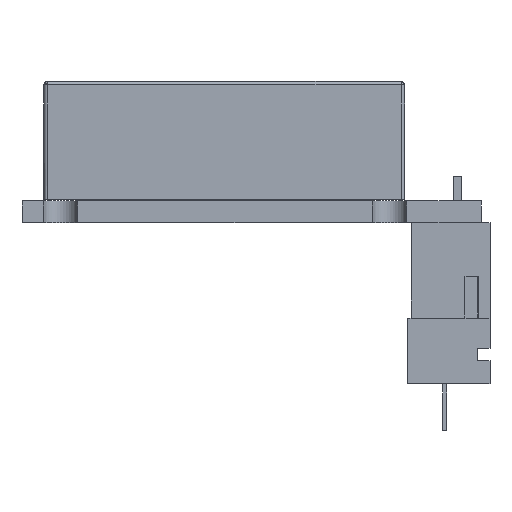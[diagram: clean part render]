
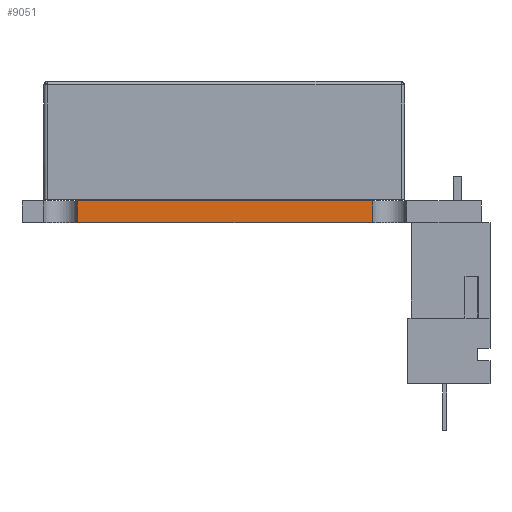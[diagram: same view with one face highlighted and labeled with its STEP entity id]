
A CAD part, left-side view. The second image highlights one B-rep face of the part: STEP entity #9051.
In plain terms, the highlighted planar face has unit normal (-1, 0, 0).
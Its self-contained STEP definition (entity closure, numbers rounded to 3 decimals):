
#4647 = PLANE('',#4648);
#4648 = AXIS2_PLACEMENT_3D('',#4649,#4650,#4651);
#4649 = CARTESIAN_POINT('',(0.,2.,11.8));
#4650 = DIRECTION('',(0.,0.,-1.));
#4651 = DIRECTION('',(1.,0.,0.));
#7593 = VERTEX_POINT('',#7594);
#7594 = CARTESIAN_POINT('',(-42.5,-8.8,11.8));
#7608 = PLANE('',#7609);
#7609 = AXIS2_PLACEMENT_3D('',#7610,#7611,#7612);
#7610 = CARTESIAN_POINT('',(40.5,-8.8,13.4));
#7611 = DIRECTION('',(0.,1.,0.));
#7612 = DIRECTION('',(1.,0.,0.));
#7620 = EDGE_CURVE('',#7593,#7621,#7623,.T.);
#7621 = VERTEX_POINT('',#7622);
#7622 = CARTESIAN_POINT('',(-42.5,12.7,11.8));
#7623 = SURFACE_CURVE('',#7624,(#7628,#7635),.PCURVE_S1.);
#7624 = LINE('',#7625,#7626);
#7625 = CARTESIAN_POINT('',(-42.5,1.95,11.8));
#7626 = VECTOR('',#7627,1.);
#7627 = DIRECTION('',(0.,1.,0.));
#7628 = PCURVE('',#4647,#7629);
#7629 = DEFINITIONAL_REPRESENTATION('',(#7630),#7634);
#7630 = LINE('',#7631,#7632);
#7631 = CARTESIAN_POINT('',(-42.5,0.05));
#7632 = VECTOR('',#7633,1.);
#7633 = DIRECTION('',(0.,-1.));
#7634 = ( GEOMETRIC_REPRESENTATION_CONTEXT(2) 
PARAMETRIC_REPRESENTATION_CONTEXT() REPRESENTATION_CONTEXT('2D SPACE',''
  ) );
#7635 = PCURVE('',#7636,#7641);
#7636 = PLANE('',#7637);
#7637 = AXIS2_PLACEMENT_3D('',#7638,#7639,#7640);
#7638 = CARTESIAN_POINT('',(-42.5,-16.75,13.4));
#7639 = DIRECTION('',(-1.,0.,0.));
#7640 = DIRECTION('',(0.,1.,0.));
#7641 = DEFINITIONAL_REPRESENTATION('',(#7642),#7646);
#7642 = LINE('',#7643,#7644);
#7643 = CARTESIAN_POINT('',(18.7,1.6));
#7644 = VECTOR('',#7645,1.);
#7645 = DIRECTION('',(1.,0.));
#7646 = ( GEOMETRIC_REPRESENTATION_CONTEXT(2) 
PARAMETRIC_REPRESENTATION_CONTEXT() REPRESENTATION_CONTEXT('2D SPACE',''
  ) );
#7664 = PLANE('',#7665);
#7665 = AXIS2_PLACEMENT_3D('',#7666,#7667,#7668);
#7666 = CARTESIAN_POINT('',(48.745,12.7,13.4));
#7667 = DIRECTION('',(0.,-1.,0.));
#7668 = DIRECTION('',(-1.,0.,0.));
#8156 = PLANE('',#8157);
#8157 = AXIS2_PLACEMENT_3D('',#8158,#8159,#8160);
#8158 = CARTESIAN_POINT('',(0.,2.,13.4));
#8159 = DIRECTION('',(0.,0.,-1.));
#8160 = DIRECTION('',(1.,0.,0.));
#9006 = EDGE_CURVE('',#7621,#9007,#9009,.T.);
#9007 = VERTEX_POINT('',#9008);
#9008 = CARTESIAN_POINT('',(-42.5,12.7,13.4));
#9009 = SURFACE_CURVE('',#9010,(#9014,#9021),.PCURVE_S1.);
#9010 = LINE('',#9011,#9012);
#9011 = CARTESIAN_POINT('',(-42.5,12.7,12.6));
#9012 = VECTOR('',#9013,1.);
#9013 = DIRECTION('',(0.,0.,1.));
#9014 = PCURVE('',#7664,#9015);
#9015 = DEFINITIONAL_REPRESENTATION('',(#9016),#9020);
#9016 = LINE('',#9017,#9018);
#9017 = CARTESIAN_POINT('',(91.245,0.8));
#9018 = VECTOR('',#9019,1.);
#9019 = DIRECTION('',(0.,-1.));
#9020 = ( GEOMETRIC_REPRESENTATION_CONTEXT(2) 
PARAMETRIC_REPRESENTATION_CONTEXT() REPRESENTATION_CONTEXT('2D SPACE',''
  ) );
#9021 = PCURVE('',#7636,#9022);
#9022 = DEFINITIONAL_REPRESENTATION('',(#9023),#9027);
#9023 = LINE('',#9024,#9025);
#9024 = CARTESIAN_POINT('',(29.45,0.8));
#9025 = VECTOR('',#9026,1.);
#9026 = DIRECTION('',(0.,-1.));
#9027 = ( GEOMETRIC_REPRESENTATION_CONTEXT(2) 
PARAMETRIC_REPRESENTATION_CONTEXT() REPRESENTATION_CONTEXT('2D SPACE',''
  ) );
#9051 = ADVANCED_FACE('',(#9052),#7636,.T.);
#9052 = FACE_BOUND('',#9053,.T.);
#9053 = EDGE_LOOP('',(#9054,#9077,#9078,#9079));
#9054 = ORIENTED_EDGE('',*,*,#9055,.T.);
#9055 = EDGE_CURVE('',#9056,#9007,#9058,.T.);
#9056 = VERTEX_POINT('',#9057);
#9057 = CARTESIAN_POINT('',(-42.5,-8.8,13.4));
#9058 = SURFACE_CURVE('',#9059,(#9063,#9070),.PCURVE_S1.);
#9059 = LINE('',#9060,#9061);
#9060 = CARTESIAN_POINT('',(-42.5,1.95,13.4));
#9061 = VECTOR('',#9062,1.);
#9062 = DIRECTION('',(0.,1.,0.));
#9063 = PCURVE('',#7636,#9064);
#9064 = DEFINITIONAL_REPRESENTATION('',(#9065),#9069);
#9065 = LINE('',#9066,#9067);
#9066 = CARTESIAN_POINT('',(18.7,0.));
#9067 = VECTOR('',#9068,1.);
#9068 = DIRECTION('',(1.,0.));
#9069 = ( GEOMETRIC_REPRESENTATION_CONTEXT(2) 
PARAMETRIC_REPRESENTATION_CONTEXT() REPRESENTATION_CONTEXT('2D SPACE',''
  ) );
#9070 = PCURVE('',#8156,#9071);
#9071 = DEFINITIONAL_REPRESENTATION('',(#9072),#9076);
#9072 = LINE('',#9073,#9074);
#9073 = CARTESIAN_POINT('',(-42.5,0.05));
#9074 = VECTOR('',#9075,1.);
#9075 = DIRECTION('',(0.,-1.));
#9076 = ( GEOMETRIC_REPRESENTATION_CONTEXT(2) 
PARAMETRIC_REPRESENTATION_CONTEXT() REPRESENTATION_CONTEXT('2D SPACE',''
  ) );
#9077 = ORIENTED_EDGE('',*,*,#9006,.F.);
#9078 = ORIENTED_EDGE('',*,*,#7620,.F.);
#9079 = ORIENTED_EDGE('',*,*,#9080,.T.);
#9080 = EDGE_CURVE('',#7593,#9056,#9081,.T.);
#9081 = SURFACE_CURVE('',#9082,(#9086,#9093),.PCURVE_S1.);
#9082 = LINE('',#9083,#9084);
#9083 = CARTESIAN_POINT('',(-42.5,-8.8,12.6));
#9084 = VECTOR('',#9085,1.);
#9085 = DIRECTION('',(0.,0.,1.));
#9086 = PCURVE('',#7636,#9087);
#9087 = DEFINITIONAL_REPRESENTATION('',(#9088),#9092);
#9088 = LINE('',#9089,#9090);
#9089 = CARTESIAN_POINT('',(7.95,0.8));
#9090 = VECTOR('',#9091,1.);
#9091 = DIRECTION('',(0.,-1.));
#9092 = ( GEOMETRIC_REPRESENTATION_CONTEXT(2) 
PARAMETRIC_REPRESENTATION_CONTEXT() REPRESENTATION_CONTEXT('2D SPACE',''
  ) );
#9093 = PCURVE('',#7608,#9094);
#9094 = DEFINITIONAL_REPRESENTATION('',(#9095),#9099);
#9095 = LINE('',#9096,#9097);
#9096 = CARTESIAN_POINT('',(-83.,0.8));
#9097 = VECTOR('',#9098,1.);
#9098 = DIRECTION('',(0.,-1.));
#9099 = ( GEOMETRIC_REPRESENTATION_CONTEXT(2) 
PARAMETRIC_REPRESENTATION_CONTEXT() REPRESENTATION_CONTEXT('2D SPACE',''
  ) );
